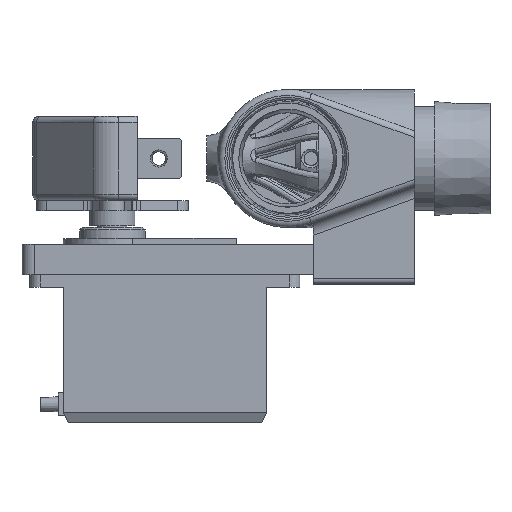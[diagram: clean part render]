
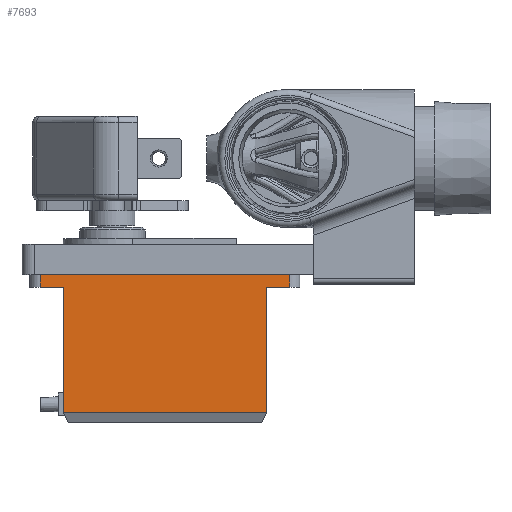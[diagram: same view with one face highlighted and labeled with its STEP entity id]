
A CAD part, top view. The second image highlights one B-rep face of the part: STEP entity #7693.
In plain terms, the highlighted planar face has unit normal (0, 0, 1).
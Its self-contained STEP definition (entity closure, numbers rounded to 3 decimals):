
#307=PLANE('',#8365);
#673=LINE('',#18237,#1147);
#678=LINE('',#18249,#1152);
#684=LINE('',#18268,#1158);
#696=LINE('',#18302,#1170);
#700=LINE('',#18315,#1174);
#714=LINE('',#18364,#1188);
#722=LINE('',#18377,#1196);
#725=LINE('',#18382,#1199);
#726=LINE('',#18386,#1200);
#728=LINE('',#18389,#1202);
#729=LINE('',#18395,#1203);
#730=LINE('',#18397,#1204);
#1147=VECTOR('',#9896,10.);
#1152=VECTOR('',#9907,10.);
#1158=VECTOR('',#9925,10.);
#1170=VECTOR('',#9953,10.);
#1174=VECTOR('',#9967,10.);
#1188=VECTOR('',#10019,10.);
#1196=VECTOR('',#10031,10.);
#1199=VECTOR('',#10038,10.);
#1200=VECTOR('',#10043,10.);
#1202=VECTOR('',#10047,10.);
#1203=VECTOR('',#10054,10.);
#1204=VECTOR('',#10057,10.);
#1813=FACE_OUTER_BOUND('',#2300,.T.);
#2300=EDGE_LOOP('',(#6836,#6837,#6838,#6839,#6840,#6841,#6842,#6843,#6844,
#6845,#6846,#6847));
#3620=VERTEX_POINT('',#18229);
#3622=VERTEX_POINT('',#18234);
#3623=VERTEX_POINT('',#18236);
#3627=VERTEX_POINT('',#18248);
#3634=VERTEX_POINT('',#18266);
#3647=VERTEX_POINT('',#18299);
#3648=VERTEX_POINT('',#18301);
#3652=VERTEX_POINT('',#18313);
#3667=VERTEX_POINT('',#18362);
#3668=VERTEX_POINT('',#18363);
#3671=VERTEX_POINT('',#18375);
#3672=VERTEX_POINT('',#18385);
#4670=EDGE_CURVE('',#3622,#3623,#673,.T.);
#4676=EDGE_CURVE('',#3623,#3627,#678,.T.);
#4686=EDGE_CURVE('',#3634,#3622,#684,.T.);
#4703=EDGE_CURVE('',#3647,#3648,#696,.T.);
#4710=EDGE_CURVE('',#3652,#3647,#700,.T.);
#4732=EDGE_CURVE('',#3667,#3668,#714,.T.);
#4740=EDGE_CURVE('',#3671,#3620,#722,.T.);
#4743=EDGE_CURVE('',#3627,#3671,#725,.T.);
#4744=EDGE_CURVE('',#3672,#3620,#726,.T.);
#4746=EDGE_CURVE('',#3672,#3652,#728,.T.);
#4749=EDGE_CURVE('',#3648,#3667,#729,.T.);
#4750=EDGE_CURVE('',#3634,#3668,#730,.T.);
#6836=ORIENTED_EDGE('',*,*,#4670,.F.);
#6837=ORIENTED_EDGE('',*,*,#4686,.F.);
#6838=ORIENTED_EDGE('',*,*,#4750,.T.);
#6839=ORIENTED_EDGE('',*,*,#4732,.F.);
#6840=ORIENTED_EDGE('',*,*,#4749,.F.);
#6841=ORIENTED_EDGE('',*,*,#4703,.F.);
#6842=ORIENTED_EDGE('',*,*,#4710,.F.);
#6843=ORIENTED_EDGE('',*,*,#4746,.F.);
#6844=ORIENTED_EDGE('',*,*,#4744,.T.);
#6845=ORIENTED_EDGE('',*,*,#4740,.F.);
#6846=ORIENTED_EDGE('',*,*,#4743,.F.);
#6847=ORIENTED_EDGE('',*,*,#4676,.F.);
#7693=ADVANCED_FACE('',(#1813),#307,.T.);
#8365=AXIS2_PLACEMENT_3D('',#18406,#10070,#10071);
#9896=DIRECTION('',(0.,-1.,0.));
#9907=DIRECTION('',(-1.,0.,0.));
#9925=DIRECTION('',(1.,0.,0.));
#9953=DIRECTION('',(1.,0.,0.));
#9967=DIRECTION('',(0.,1.,0.));
#10019=DIRECTION('',(1.,0.,0.));
#10031=DIRECTION('',(-1.,0.,0.));
#10038=DIRECTION('',(0.,-1.,0.));
#10043=DIRECTION('',(0.,-1.,0.));
#10047=DIRECTION('',(-1.,0.,0.));
#10054=DIRECTION('',(0.,1.,0.));
#10057=DIRECTION('',(0.,1.,0.));
#10070=DIRECTION('center_axis',(0.,0.,
1.));
#10071=DIRECTION('ref_axis',(1.,0.,0.));
#18229=CARTESIAN_POINT('',(-44.415,-50.224,11.832));
#18234=CARTESIAN_POINT('',(0.41,-22.974,11.832));
#18236=CARTESIAN_POINT('',(0.41,-25.474,11.832));
#18237=CARTESIAN_POINT('',(0.41,-25.474,11.832));
#18248=CARTESIAN_POINT('',(-4.165,-25.474,11.832));
#18249=CARTESIAN_POINT('',(2.41,-25.474,11.832));
#18266=CARTESIAN_POINT('',(-4.165,-22.974,11.832));
#18268=CARTESIAN_POINT('',(2.41,-22.974,11.832));
#18299=CARTESIAN_POINT('',(-48.99,-22.974,11.832));
#18301=CARTESIAN_POINT('',(-44.415,-22.974,11.832));
#18302=CARTESIAN_POINT('',(2.41,-22.974,11.832));
#18313=CARTESIAN_POINT('',(-48.99,-25.474,11.832));
#18315=CARTESIAN_POINT('',(-48.99,-25.474,11.832));
#18362=CARTESIAN_POINT('',(-44.415,-18.474,11.832));
#18363=CARTESIAN_POINT('',(-4.165,-18.474,11.832));
#18364=CARTESIAN_POINT('',(-4.165,-18.474,11.832));
#18375=CARTESIAN_POINT('',(-4.165,-50.224,11.832));
#18377=CARTESIAN_POINT('',(-37.64,-50.224,11.832));
#18382=CARTESIAN_POINT('',(-4.165,-25.474,11.832));
#18385=CARTESIAN_POINT('',(-44.415,-25.474,11.832));
#18386=CARTESIAN_POINT('',(-44.415,-25.474,11.832));
#18389=CARTESIAN_POINT('',(2.41,-25.474,11.832));
#18395=CARTESIAN_POINT('',(-44.415,-22.974,11.832));
#18397=CARTESIAN_POINT('',(-4.165,-22.974,11.832));
#18406=CARTESIAN_POINT('Origin',(-50.99,-25.474,11.832));
